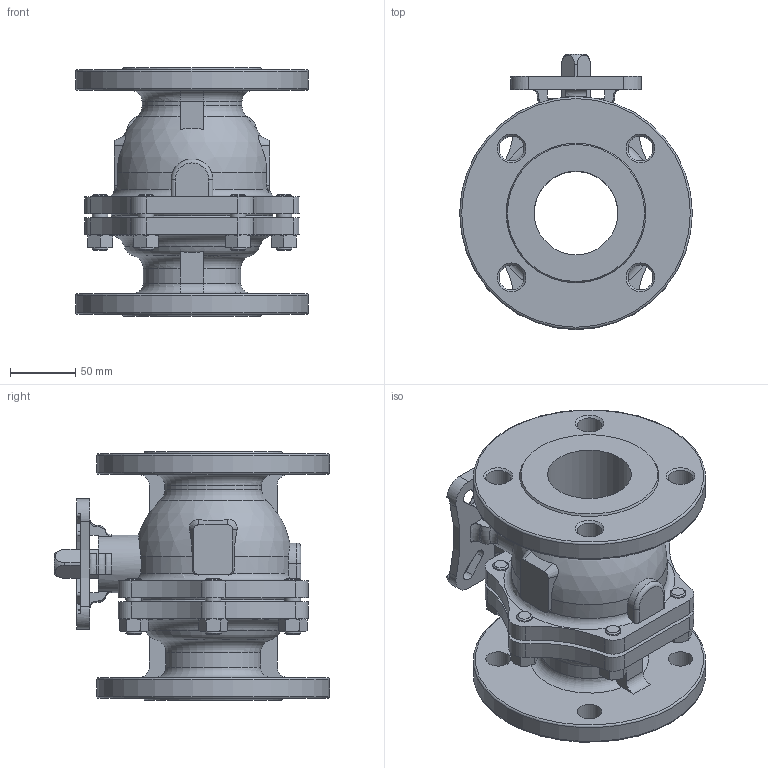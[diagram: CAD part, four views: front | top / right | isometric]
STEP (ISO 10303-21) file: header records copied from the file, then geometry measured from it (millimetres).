
FILE_DESCRIPTION(/* description */ ('STEP AP214'),/* implementation_level */ '2;1');
FILE_NAME(/* name */ '4810857_VZBF-21_2-P1-20-D-2-F0710-V15V15',/* time_stamp */ '2024-09-18T02:29:38+02:00',/* author */ ('License CC BY-ND 4.0'),/* organization */ ('CADENAS'),/* preprocessor_version */ 'ST-DEVELOPER v19.3',/* originating_system */ 'PARTsolutions',/* authorisation */ ' ');
FILE_SCHEMA (('AUTOMOTIVE_DESIGN {1 0 10303 214 3 1 1}'));
Length unit declared in the file: millimetre
Products named in the file (1): 4810857 VZBF-21/2-P1-20-D-2-F0710-V15V15
Bounding box: 178 x 210.5 x 190.5 mm (x, y, z)
Volume: 1799938.5 mm3; surface area: 257866.3 mm2
Topology: 1 solids, 1 shells, 399 faces, 1083 edges, 692 vertices
Faces by surface type: plane 134, cylinder 123, cone 110, torus 31, sphere 1
Full cylindrical faces by diameter (mm): 12 x18, 13.5 x6, 19 x8, 44.6 x1, 47 x1, 64 x1, 178 x2
Entity records: 12568 total; most frequent: CARTESIAN_POINT 3031, ORIENTED_EDGE 1964, DIRECTION 1946, EDGE_CURVE 982, AXIS2_PLACEMENT_3D 818, VERTEX_POINT 661, EDGE_LOOP 521, FACE_BOUND 521
